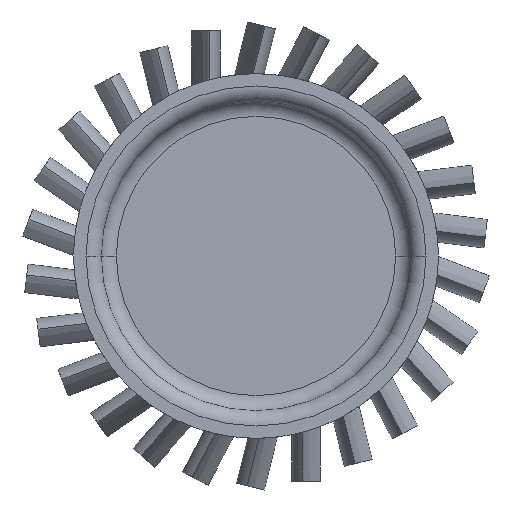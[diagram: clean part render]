
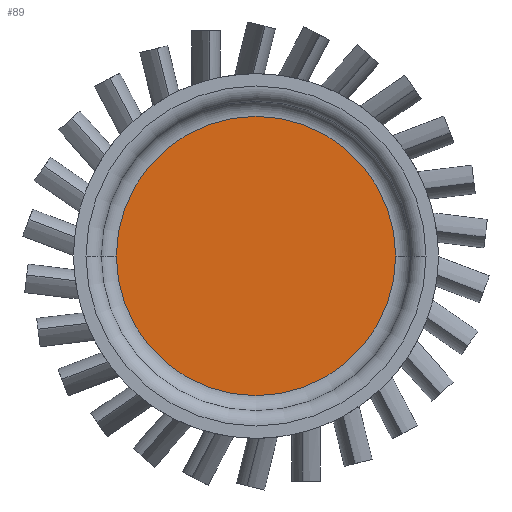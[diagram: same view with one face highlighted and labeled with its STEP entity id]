
A CAD part, left-side view. The second image highlights one B-rep face of the part: STEP entity #89.
In plain terms, the highlighted planar face has unit normal (-1, 0, 0).
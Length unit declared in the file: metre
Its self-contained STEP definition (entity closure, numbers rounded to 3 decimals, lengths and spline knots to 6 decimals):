
#89 = ADVANCED_FACE( '', ( #221 ), #222, .T. );
#221 = FACE_OUTER_BOUND( '', #575, .T. );
#222 = PLANE( '', #576 );
#575 = EDGE_LOOP( '', ( #1673, #1674 ) );
#576 = AXIS2_PLACEMENT_3D( '', #1675, #1676, #1677 );
#1673 = ORIENTED_EDGE( '', *, *, #2391, .F. );
#1674 = ORIENTED_EDGE( '', *, *, #2392, .F. );
#1675 = CARTESIAN_POINT( '', ( 0.004, 0., 0. ) );
#1676 = DIRECTION( '', ( -1., 0., 0. ) );
#1677 = DIRECTION( '', ( 0., 0.707, 0.707 ) );
#2391 = EDGE_CURVE( '', #2732, #2733, #2734, .T. );
#2392 = EDGE_CURVE( '', #2733, #2732, #2735, .T. );
#2732 = VERTEX_POINT( '', #3607 );
#2733 = VERTEX_POINT( '', #3608 );
#2734 = CIRCLE( '', #3609, 0.026 );
#2735 = CIRCLE( '', #3610, 0.026 );
#3607 = CARTESIAN_POINT( '', ( 0.004, -0.026, 0. ) );
#3608 = CARTESIAN_POINT( '', ( 0.004, 0.026, 0. ) );
#3609 = AXIS2_PLACEMENT_3D( '', #4930, #4931, #4932 );
#3610 = AXIS2_PLACEMENT_3D( '', #4933, #4934, #4935 );
#4930 = CARTESIAN_POINT( '', ( 0.004, 0., 0. ) );
#4931 = DIRECTION( '', ( 1., 0., 0. ) );
#4932 = DIRECTION( '', ( 0., -1., 0. ) );
#4933 = CARTESIAN_POINT( '', ( 0.004, 0., 0. ) );
#4934 = DIRECTION( '', ( 1., 0., 0. ) );
#4935 = DIRECTION( '', ( 0., 1., 0. ) );
